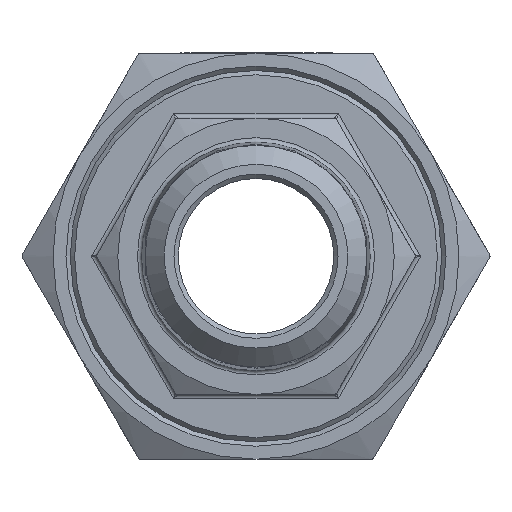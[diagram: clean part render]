
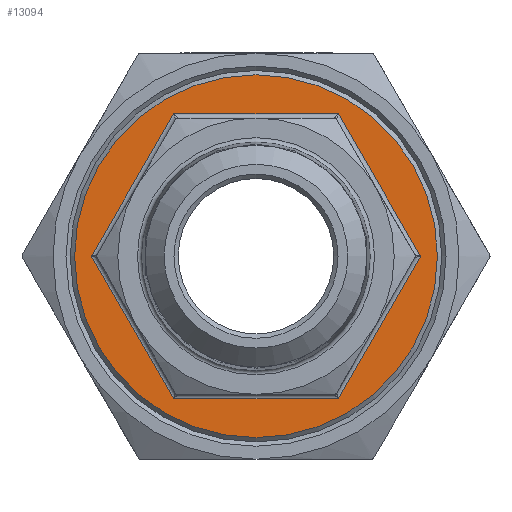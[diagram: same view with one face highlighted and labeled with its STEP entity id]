
A CAD part, left-side view. The second image highlights one B-rep face of the part: STEP entity #13094.
In plain terms, the highlighted planar face has unit normal (-1, 0, 0).
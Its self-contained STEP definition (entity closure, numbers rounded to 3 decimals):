
#3967 = CARTESIAN_POINT ( 'NONE',  ( -9.15, -9.526, 16.5 ) ) ;
#3969 = CARTESIAN_POINT ( 'NONE',  ( -9.15, 9.526, -16.5 ) ) ;
#3978 = CARTESIAN_POINT ( 'NONE',  ( -9.15, 9.526, 16.5 ) ) ;
#3984 = CARTESIAN_POINT ( 'NONE',  ( -9.15, -9.526, -16.5 ) ) ;
#4540 = DIRECTION ( 'NONE',  ( 0., -0.5, 0.866 ) ) ;
#4557 = LINE ( 'NONE', #4567, #10231 ) ;
#4567 = CARTESIAN_POINT ( 'NONE',  ( -9.15, -11.98, -12.25 ) ) ;
#5060 = CARTESIAN_POINT ( 'NONE',  ( -9.15, -19.053, 0. ) ) ;
#5268 = CARTESIAN_POINT ( 'NONE',  ( -9.15, 19.053, 0. ) ) ;
#5422 = LINE ( 'NONE', #5425, #10182 ) ;
#5425 = CARTESIAN_POINT ( 'NONE',  ( -9.15, 4.619, -16.5 ) ) ;
#5473 = DIRECTION ( 'NONE',  ( 0., -1., 0. ) ) ;
#5544 = LINE ( 'NONE', #5576, #10245 ) ;
#5567 = DIRECTION ( 'NONE',  ( 0., -0.5, -0.866 ) ) ;
#5576 = CARTESIAN_POINT ( 'NONE',  ( -9.15, 16.599, -4.25 ) ) ;
#6358 = DIRECTION ( 'NONE',  ( 0., 0.5, -0.866 ) ) ;
#6365 = CARTESIAN_POINT ( 'NONE',  ( -9.15, -16.599, 4.25 ) ) ;
#6373 = CARTESIAN_POINT ( 'NONE',  ( -9.15, 11.98, 12.25 ) ) ;
#6378 = LINE ( 'NONE', #6445, #7970 ) ;
#6397 = LINE ( 'NONE', #6365, #7965 ) ;
#6416 = DIRECTION ( 'NONE',  ( 0., 1., 0. ) ) ;
#6436 = DIRECTION ( 'NONE',  ( 0., 0.5, 0.866 ) ) ;
#6445 = CARTESIAN_POINT ( 'NONE',  ( -9.15, -4.619, 16.5 ) ) ;
#6461 = LINE ( 'NONE', #6373, #7950 ) ;
#6573 = DIRECTION ( 'NONE',  ( 0., 0., 1. ) ) ;
#6610 = DIRECTION ( 'NONE',  ( -1., 0., 0. ) ) ;
#6625 = CARTESIAN_POINT ( 'NONE',  ( -9.15, 0., 0. ) ) ;
#7950 = VECTOR ( 'NONE', #6358, 1000. ) ;
#7965 = VECTOR ( 'NONE', #6436, 1000. ) ;
#7970 = VECTOR ( 'NONE', #6416, 1000. ) ;
#7972 = AXIS2_PLACEMENT_3D ( 'NONE', #6625, #6610, #6573 ) ;
#7985 = CIRCLE ( 'NONE', #7972, 21. ) ;
#8073 = AXIS2_PLACEMENT_3D ( 'NONE', #9053, #9078, #9054 ) ;
#9044 = FACE_BOUND ( 'NONE', #12291, .T. ) ;
#9052 = PLANE ( 'NONE',  #8073 ) ;
#9053 = CARTESIAN_POINT ( 'NONE',  ( -9.15, 0., 0. ) ) ;
#9054 = DIRECTION ( 'NONE',  ( 0., -1., 0. ) ) ;
#9075 = FACE_OUTER_BOUND ( 'NONE', #12261, .T. ) ;
#9078 = DIRECTION ( 'NONE',  ( -1., 0., 0. ) ) ;
#9632 = VERTEX_POINT ( 'NONE', #9638 ) ;
#9638 = CARTESIAN_POINT ( 'NONE',  ( -9.15, 0., 21. ) ) ;
#10182 = VECTOR ( 'NONE', #5473, 1000. ) ;
#10231 = VECTOR ( 'NONE', #4540, 1000. ) ;
#10245 = VECTOR ( 'NONE', #5567, 1000. ) ;
#10793 = VERTEX_POINT ( 'NONE', #3978 ) ;
#10799 = VERTEX_POINT ( 'NONE', #3984 ) ;
#10807 = VERTEX_POINT ( 'NONE', #3967 ) ;
#10810 = VERTEX_POINT ( 'NONE', #3969 ) ;
#10848 = VERTEX_POINT ( 'NONE', #5060 ) ;
#11073 = VERTEX_POINT ( 'NONE', #5268 ) ;
#11159 = EDGE_CURVE ( 'NONE', #10810, #10799, #5422, .T. ) ;
#11194 = EDGE_CURVE ( 'NONE', #11073, #10810, #5544, .T. ) ;
#11250 = EDGE_CURVE ( 'NONE', #10799, #10848, #4557, .T. ) ;
#12261 = EDGE_LOOP ( 'NONE', ( #13343 ) ) ;
#12291 = EDGE_LOOP ( 'NONE', ( #13348, #13362, #13361, #13342, #13373, #13263 ) ) ;
#12750 = EDGE_CURVE ( 'NONE', #10793, #11073, #6461, .T. ) ;
#12751 = EDGE_CURVE ( 'NONE', #10807, #10793, #6378, .T. ) ;
#12753 = EDGE_CURVE ( 'NONE', #10848, #10807, #6397, .T. ) ;
#12773 = EDGE_CURVE ( 'NONE', #9632, #9632, #7985, .T. ) ;
#13094 = ADVANCED_FACE ( 'NONE', ( #9075, #9044 ), #9052, .T. ) ;
#13263 = ORIENTED_EDGE ( 'NONE', *, *, #11159, .F. ) ;
#13342 = ORIENTED_EDGE ( 'NONE', *, *, #12753, .F. ) ;
#13343 = ORIENTED_EDGE ( 'NONE', *, *, #12773, .T. ) ;
#13348 = ORIENTED_EDGE ( 'NONE', *, *, #11194, .F. ) ;
#13361 = ORIENTED_EDGE ( 'NONE', *, *, #12751, .F. ) ;
#13362 = ORIENTED_EDGE ( 'NONE', *, *, #12750, .F. ) ;
#13373 = ORIENTED_EDGE ( 'NONE', *, *, #11250, .F. ) ;
